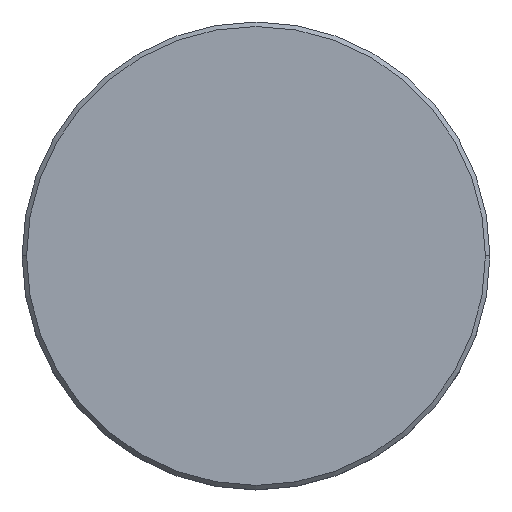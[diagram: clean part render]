
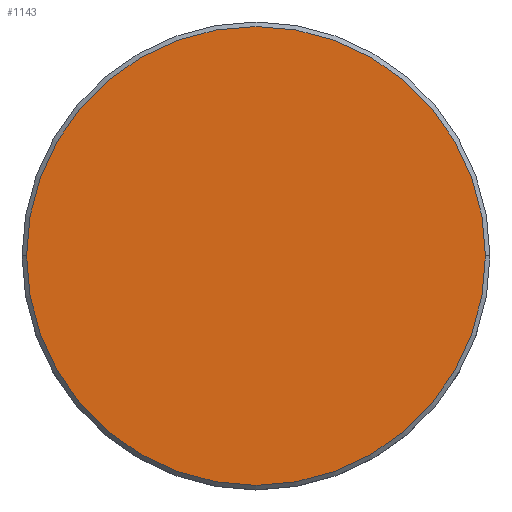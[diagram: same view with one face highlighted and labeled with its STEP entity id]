
A CAD part, top view. The second image highlights one B-rep face of the part: STEP entity #1143.
In plain terms, the highlighted planar face has unit normal (0, 0, 1).
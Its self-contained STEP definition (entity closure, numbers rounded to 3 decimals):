
#39 = EDGE_CURVE ( 'NONE', #721, #100, #885, .T. ) ;
#52 = EDGE_CURVE ( 'NONE', #100, #721, #594, .T. ) ;
#100 = VERTEX_POINT ( 'NONE', #1078 ) ;
#124 = DIRECTION ( 'NONE',  ( 0., 0., 1. ) ) ;
#213 = CARTESIAN_POINT ( 'NONE',  ( 0., 0., 0. ) ) ;
#239 = CARTESIAN_POINT ( 'NONE',  ( 0., 0., 0. ) ) ;
#250 = DIRECTION ( 'NONE',  ( 1., 0., 0. ) ) ;
#429 = CARTESIAN_POINT ( 'NONE',  ( -25.5, 0., 0. ) ) ;
#447 = ORIENTED_EDGE ( 'NONE', *, *, #52, .T. ) ;
#464 = DIRECTION ( 'NONE',  ( 1., 0., 0. ) ) ;
#594 = CIRCLE ( 'NONE', #782, 25.5 ) ;
#650 = EDGE_LOOP ( 'NONE', ( #797, #447 ) ) ;
#721 = VERTEX_POINT ( 'NONE', #429 ) ;
#742 = AXIS2_PLACEMENT_3D ( 'NONE', #1111, #835, #464 ) ;
#782 = AXIS2_PLACEMENT_3D ( 'NONE', #213, #124, #1014 ) ;
#797 = ORIENTED_EDGE ( 'NONE', *, *, #39, .T. ) ;
#835 = DIRECTION ( 'NONE',  ( 0., 0., 1. ) ) ;
#877 = DIRECTION ( 'NONE',  ( 0., 0., 1. ) ) ;
#885 = CIRCLE ( 'NONE', #742, 25.5 ) ;
#911 = AXIS2_PLACEMENT_3D ( 'NONE', #239, #877, #250 ) ;
#1014 = DIRECTION ( 'NONE',  ( 1., 0., 0. ) ) ;
#1053 = PLANE ( 'NONE',  #911 ) ;
#1078 = CARTESIAN_POINT ( 'NONE',  ( 25.5, 0., 0. ) ) ;
#1111 = CARTESIAN_POINT ( 'NONE',  ( 0., 0., 0. ) ) ;
#1143 = ADVANCED_FACE ( 'NONE', ( #1148 ), #1053, .T. ) ;
#1148 = FACE_OUTER_BOUND ( 'NONE', #650, .T. ) ;
